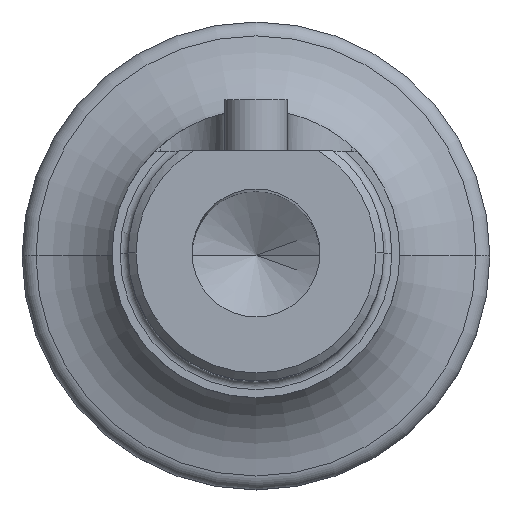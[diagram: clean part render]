
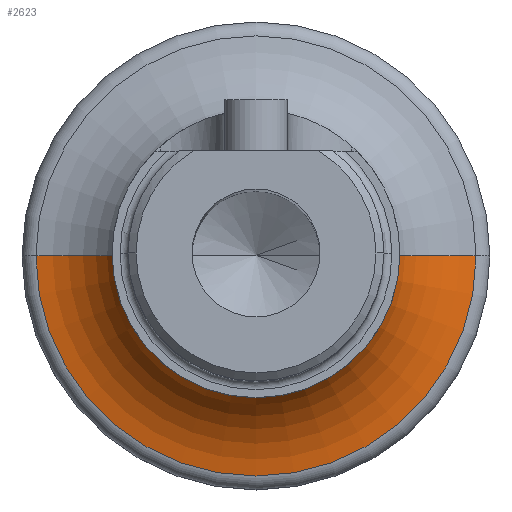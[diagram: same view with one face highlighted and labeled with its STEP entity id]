
A CAD part, top view. The second image highlights one B-rep face of the part: STEP entity #2623.
In plain terms, the highlighted toroidal (fillet/blend) face has major radius 7.316 mm and minor radius 3.316 mm.
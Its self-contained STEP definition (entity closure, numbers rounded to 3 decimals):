
#115 = CARTESIAN_POINT ( 'NONE',  ( 6.881, 0., 22.603 ) ) ;
#238 = FACE_OUTER_BOUND ( 'NONE', #2944, .T. ) ;
#330 = CIRCLE ( 'NONE', #1519, 3.316 ) ;
#430 = AXIS2_PLACEMENT_3D ( 'NONE', #1765, #1259, #618 ) ;
#461 = VERTEX_POINT ( 'NONE', #1550 ) ;
#553 = CARTESIAN_POINT ( 'NONE',  ( -7.316, 0., 25.89 ) ) ;
#586 = VERTEX_POINT ( 'NONE', #2838 ) ;
#618 = DIRECTION ( 'NONE',  ( 1., 0., 0. ) ) ;
#638 = VERTEX_POINT ( 'NONE', #2083 ) ;
#1027 = EDGE_CURVE ( 'NONE', #586, #638, #2310, .T. ) ;
#1086 = CARTESIAN_POINT ( 'NONE',  ( 7.316, 0., 25.89 ) ) ;
#1151 = AXIS2_PLACEMENT_3D ( 'NONE', #553, #1498, #2468 ) ;
#1179 = DIRECTION ( 'NONE',  ( -1., 0., 0. ) ) ;
#1259 = DIRECTION ( 'NONE',  ( 0., 0., 1. ) ) ;
#1340 = ORIENTED_EDGE ( 'NONE', *, *, #1027, .T. ) ;
#1382 = DIRECTION ( 'NONE',  ( -1., 0., 0. ) ) ;
#1405 = EDGE_CURVE ( 'NONE', #461, #638, #2828, .T. ) ;
#1498 = DIRECTION ( 'NONE',  ( 0., -1., 0. ) ) ;
#1519 = AXIS2_PLACEMENT_3D ( 'NONE', #1086, #1889, #1382 ) ;
#1550 = CARTESIAN_POINT ( 'NONE',  ( -6.881, 0., 22.603 ) ) ;
#1765 = CARTESIAN_POINT ( 'NONE',  ( 0., 0., 22.603 ) ) ;
#1889 = DIRECTION ( 'NONE',  ( 0., 1., 0. ) ) ;
#1891 = ORIENTED_EDGE ( 'NONE', *, *, #2212, .T. ) ;
#2071 = CIRCLE ( 'NONE', #430, 6.881 ) ;
#2083 = CARTESIAN_POINT ( 'NONE',  ( -4., 0., 25.89 ) ) ;
#2157 = DIRECTION ( 'NONE',  ( 0., 0., -1. ) ) ;
#2181 = ORIENTED_EDGE ( 'NONE', *, *, #1405, .F. ) ;
#2191 = CARTESIAN_POINT ( 'NONE',  ( 0., 0., 25.89 ) ) ;
#2212 = EDGE_CURVE ( 'NONE', #2789, #586, #330, .T. ) ;
#2256 = AXIS2_PLACEMENT_3D ( 'NONE', #2191, #2641, #2429 ) ;
#2310 = CIRCLE ( 'NONE', #2256, 4. ) ;
#2394 = EDGE_CURVE ( 'NONE', #461, #2789, #2071, .T. ) ;
#2399 = ORIENTED_EDGE ( 'NONE', *, *, #2394, .T. ) ;
#2429 = DIRECTION ( 'NONE',  ( -1., 0., 0. ) ) ;
#2468 = DIRECTION ( 'NONE',  ( 0., 0., -1. ) ) ;
#2595 = TOROIDAL_SURFACE ( 'NONE', #3048, 7.316, 3.316 ) ;
#2623 = ADVANCED_FACE ( 'NONE', ( #238 ), #2595, .F. ) ;
#2641 = DIRECTION ( 'NONE',  ( 0., 0., -1. ) ) ;
#2659 = CARTESIAN_POINT ( 'NONE',  ( 0., 0., 25.89 ) ) ;
#2789 = VERTEX_POINT ( 'NONE', #115 ) ;
#2828 = CIRCLE ( 'NONE', #1151, 3.316 ) ;
#2838 = CARTESIAN_POINT ( 'NONE',  ( 4., 0., 25.89 ) ) ;
#2944 = EDGE_LOOP ( 'NONE', ( #2399, #1891, #1340, #2181 ) ) ;
#3048 = AXIS2_PLACEMENT_3D ( 'NONE', #2659, #2157, #1179 ) ;
